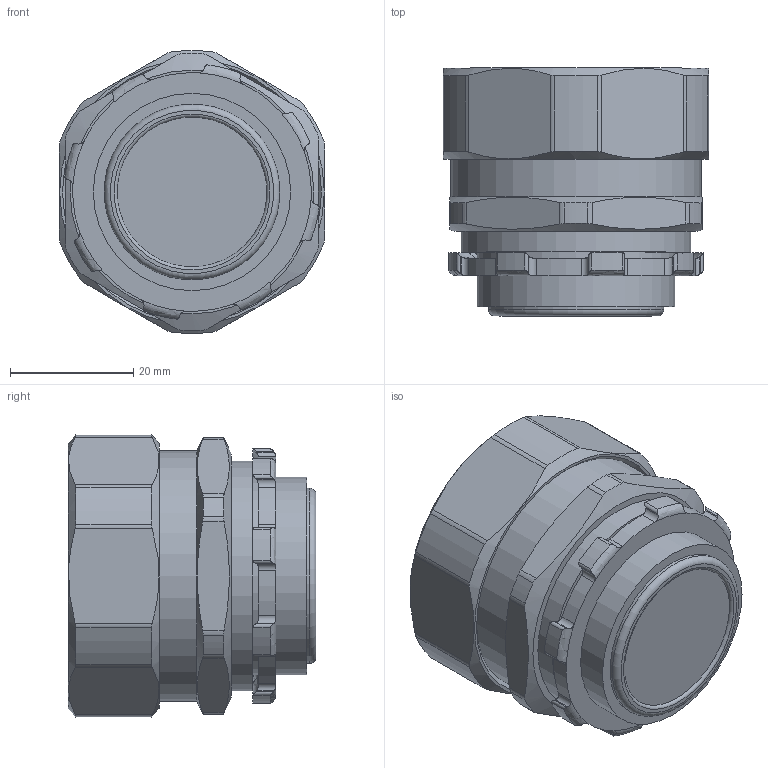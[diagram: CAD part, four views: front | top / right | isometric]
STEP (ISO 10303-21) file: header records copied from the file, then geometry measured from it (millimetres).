
FILE_DESCRIPTION(/* description */ (''),/* implementation_level */ '2;1');
FILE_NAME(/* name */ '',/* time_stamp */ '2023-11-17T14:21:54+07:00',/* author */ ('zeta-09'),/* organization */ (''),/* preprocessor_version */ 'ST-DEVELOPER v19.2',/* originating_system */ 'Autodesk Inventor 2024',/* authorisation */ '');
FILE_SCHEMA (('AUTOMOTIVE_DESIGN { 1 0 10303 214 3 1 1 }'));
Length unit declared in the file: millimetre
Products named in the file (1): Деталь1
Bounding box: 43 x 40.18 x 45.84 mm (x, y, z)
Volume: 50966.8 mm3; surface area: 9352.8 mm2
Topology: 1 solids, 1 shells, 151 faces, 390 edges, 249 vertices
Faces by surface type: cylinder 89, plane 38, torus 18, cone 6
Full cylindrical faces by diameter (mm): 28.5 x1, 32 x2, 37.2 x1, 40.6 x1
Entity records: 5599 total; most frequent: CARTESIAN_POINT 1971, ORIENTED_EDGE 780, DIRECTION 621, EDGE_CURVE 390, VERTEX_POINT 249, AXIS2_PLACEMENT_3D 249, EDGE_LOOP 159, FACE_OUTER_BOUND 151
